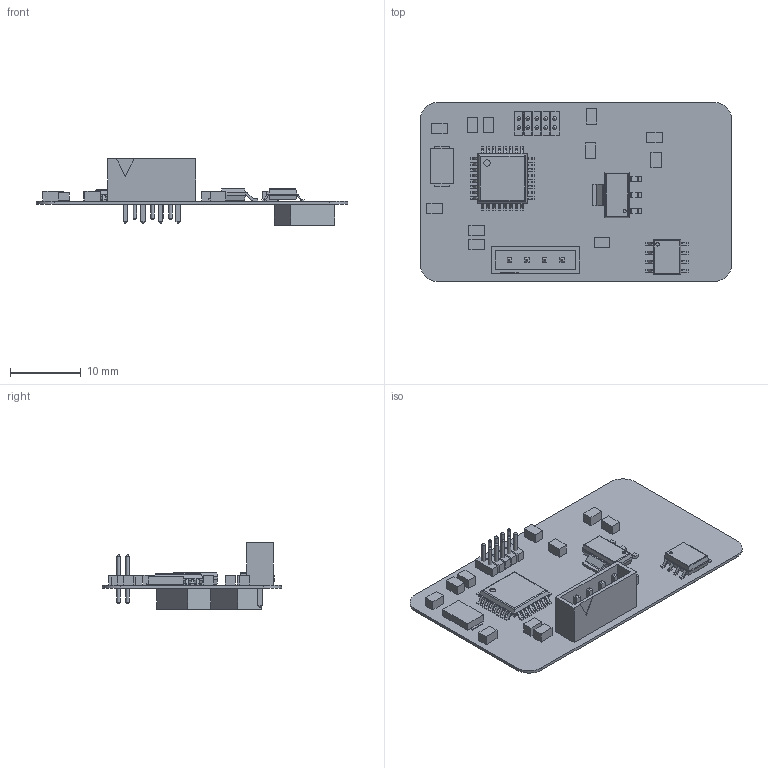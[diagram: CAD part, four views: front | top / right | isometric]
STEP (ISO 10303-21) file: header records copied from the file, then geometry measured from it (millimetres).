
FILE_DESCRIPTION(('Open CASCADE Model'),'2;1');
FILE_NAME('Open CASCADE Shape Model','2020-11-28T16:28:55',('Author'),( 'Open CASCADE'),'Open CASCADE STEP processor 6.8','Open CASCADE 6.8' ,'Unknown');
FILE_SCHEMA(('AUTOMOTIVE_DESIGN { 1 0 10303 214 1 1 1 1 }'));
Length unit declared in the file: millimetre
Products named in the file (49): PCB; Board; Open CASCADE STEP translator 6.8 3.1.1; IC6; 6302348720; Body; Pins; IC5; R4; 5709468976; Extruded; R3; R2; 5709466816; R1; Y1; 5981788160; J2; 5981788960; LeadsArray; J1; 6302339760; IC3; 6302349280; PinsArrayLR; IC2; 6119061872; PinsArrayTB; IC1; 6302342720; PinsArrayL; FilletPinR; C7; C6; C5; C4; C3; C2; C1
Assembly tree (58 placements, depth 4):
  PCB
    Board
      Open CASCADE STEP translator 6.8 3.1.1
    IC6
      6302348720
        Body
        Pins
    IC5
      6302348720
        Body
        Pins
    R4
      5709468976
        Extruded
    R3
      5709468976
        Extruded
    R2
      5709466816
        Extruded
    R1
      5709466816
        Extruded
    Y1
      5981788160
        Body
        Pins
    J2
      5981788960
        Body
        LeadsArray
    J1
      6302339760
        Body
        LeadsArray
    IC3
      6302349280
        Body
        PinsArrayLR
    IC2
      6119061872
        Body
        PinsArrayLR
        PinsArrayTB
    IC1
      6302342720
        Body
        PinsArrayL
        FilletPinR
    C7
      5709466816
        Extruded
    C6
      5709466816
        Extruded
    C5
      5709466816
        Extruded
    C4
      5709468976
Bounding box: 44.2 x 25.4 x 9.4 mm (x, y, z)
Volume: 1071.2 mm3; surface area: 3839.8 mm2
Topology: 88 solids, 88 shells, 972 faces, 2228 edges, 1436 vertices
Faces by surface type: plane 779, cylinder 173, cone 20
Full cylindrical faces by diameter (mm): 0.438 x1, 0.487 x1, 0.5 x10, 0.875 x1
Entity records: 26319 total; most frequent: CARTESIAN_POINT 4331, DIRECTION 4296, ORIENTED_EDGE 4120, EDGE_CURVE 2060, LINE 1718, VECTOR 1718, VERTEX_POINT 1324, AXIS2_PLACEMENT_3D 1289
